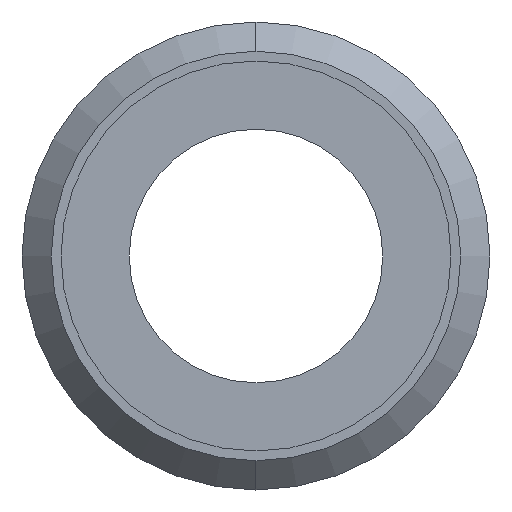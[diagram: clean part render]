
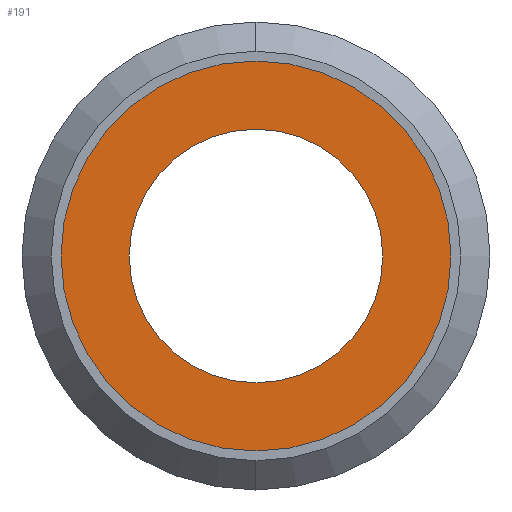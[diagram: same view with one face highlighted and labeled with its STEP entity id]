
A CAD part, left-side view. The second image highlights one B-rep face of the part: STEP entity #191.
In plain terms, the highlighted planar face has unit normal (-1, 0, 0).
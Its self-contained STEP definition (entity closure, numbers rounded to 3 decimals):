
#12 = DIRECTION ( 'NONE',  ( 0., 0.809, 0.588 ) ) ;
#21 = AXIS2_PLACEMENT_3D ( 'NONE', #407, #237, #12 ) ;
#29 = VERTEX_POINT ( 'NONE', #288 ) ;
#33 = CARTESIAN_POINT ( 'NONE',  ( 0., 0., 0. ) ) ;
#34 = DIRECTION ( 'NONE',  ( 1., 0., 0. ) ) ;
#41 = CARTESIAN_POINT ( 'NONE',  ( 0., 0., 0. ) ) ;
#45 = VERTEX_POINT ( 'NONE', #354 ) ;
#58 = EDGE_LOOP ( 'NONE', ( #257, #111 ) ) ;
#65 = DIRECTION ( 'NONE',  ( 0., 0., 1. ) ) ;
#76 = DIRECTION ( 'NONE',  ( 0., 0., 1. ) ) ;
#84 = CARTESIAN_POINT ( 'NONE',  ( 0., 0., 13. ) ) ;
#111 = ORIENTED_EDGE ( 'NONE', *, *, #212, .T. ) ;
#113 = CARTESIAN_POINT ( 'NONE',  ( 0., 0., -13. ) ) ;
#126 = EDGE_CURVE ( 'NONE', #300, #284, #213, .T. ) ;
#136 = DIRECTION ( 'NONE',  ( 1., 0., 0. ) ) ;
#142 = CARTESIAN_POINT ( 'NONE',  ( 0., 0., 0. ) ) ;
#151 = DIRECTION ( 'NONE',  ( 0., 0., 1. ) ) ;
#156 = FACE_OUTER_BOUND ( 'NONE', #349, .T. ) ;
#166 = PLANE ( 'NONE',  #21 ) ;
#191 = ADVANCED_FACE ( 'NONE', ( #217, #156 ), #166, .T. ) ;
#212 = EDGE_CURVE ( 'NONE', #284, #300, #383, .T. ) ;
#213 = CIRCLE ( 'NONE', #218, 13. ) ;
#217 = FACE_BOUND ( 'NONE', #58, .T. ) ;
#218 = AXIS2_PLACEMENT_3D ( 'NONE', #41, #233, #271 ) ;
#233 = DIRECTION ( 'NONE',  ( 1., 0., 0. ) ) ;
#237 = DIRECTION ( 'NONE',  ( -1., 0., 0. ) ) ;
#257 = ORIENTED_EDGE ( 'NONE', *, *, #126, .T. ) ;
#267 = ORIENTED_EDGE ( 'NONE', *, *, #419, .F. ) ;
#271 = DIRECTION ( 'NONE',  ( 0., 0., 1. ) ) ;
#284 = VERTEX_POINT ( 'NONE', #113 ) ;
#288 = CARTESIAN_POINT ( 'NONE',  ( 0., 0., -20. ) ) ;
#300 = VERTEX_POINT ( 'NONE', #84 ) ;
#311 = DIRECTION ( 'NONE',  ( 1., 0., 0. ) ) ;
#324 = CIRCLE ( 'NONE', #393, 20. ) ;
#330 = ORIENTED_EDGE ( 'NONE', *, *, #358, .F. ) ;
#335 = CARTESIAN_POINT ( 'NONE',  ( 0., 0., 0. ) ) ;
#344 = CIRCLE ( 'NONE', #351, 20. ) ;
#348 = AXIS2_PLACEMENT_3D ( 'NONE', #142, #311, #76 ) ;
#349 = EDGE_LOOP ( 'NONE', ( #267, #330 ) ) ;
#351 = AXIS2_PLACEMENT_3D ( 'NONE', #335, #136, #151 ) ;
#354 = CARTESIAN_POINT ( 'NONE',  ( 0., 0., 20. ) ) ;
#358 = EDGE_CURVE ( 'NONE', #29, #45, #344, .T. ) ;
#383 = CIRCLE ( 'NONE', #348, 13. ) ;
#393 = AXIS2_PLACEMENT_3D ( 'NONE', #33, #34, #65 ) ;
#407 = CARTESIAN_POINT ( 'NONE',  ( 0., -27.936, 4.425 ) ) ;
#419 = EDGE_CURVE ( 'NONE', #45, #29, #324, .T. ) ;
